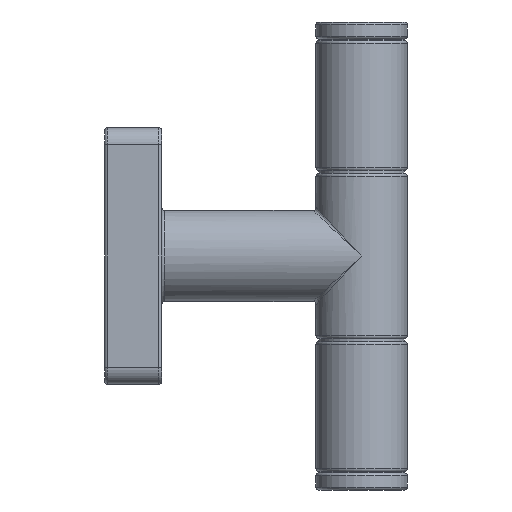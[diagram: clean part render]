
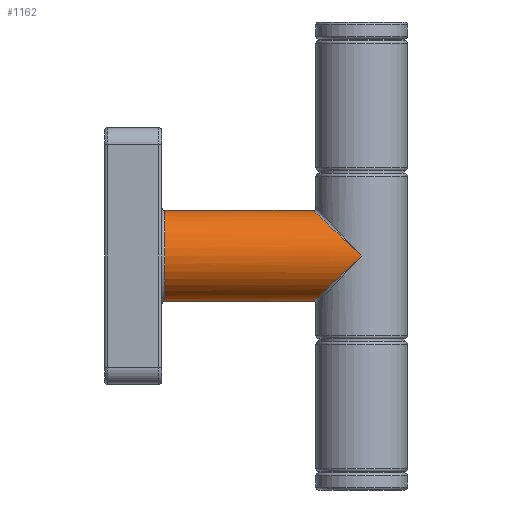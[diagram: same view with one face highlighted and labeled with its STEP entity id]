
A CAD part, left-side view. The second image highlights one B-rep face of the part: STEP entity #1162.
In plain terms, the highlighted cylindrical face has radius 8 mm (diameter 16 mm), a full revolution.
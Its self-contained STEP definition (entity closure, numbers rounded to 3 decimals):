
#49=ELLIPSE('',#1305,11.673,8.);
#50=ELLIPSE('',#1306,11.673,8.);
#73=CYLINDRICAL_SURFACE('',#1303,8.);
#326=ORIENTED_EDGE('',*,*,#638,.T.);
#327=ORIENTED_EDGE('',*,*,#639,.T.);
#328=ORIENTED_EDGE('',*,*,#640,.T.);
#638=EDGE_CURVE('',#788,#788,#852,.T.);
#639=EDGE_CURVE('',#789,#790,#49,.F.);
#640=EDGE_CURVE('',#790,#789,#50,.T.);
#788=VERTEX_POINT('',#2058);
#789=VERTEX_POINT('',#2060);
#790=VERTEX_POINT('',#2061);
#852=CIRCLE('',#1304,8.);
#935=EDGE_LOOP('',(#326));
#936=EDGE_LOOP('',(#327,#328));
#1045=FACE_BOUND('',#935,.T.);
#1046=FACE_BOUND('',#936,.T.);
#1162=ADVANCED_FACE('',(#1045,#1046),#73,.T.);
#1303=AXIS2_PLACEMENT_3D('',#2056,#1594,#1595);
#1304=AXIS2_PLACEMENT_3D('',#2057,#1596,#1597);
#1305=AXIS2_PLACEMENT_3D('',#2059,#1598,#1599);
#1306=AXIS2_PLACEMENT_3D('',#2062,#1600,#1601);
#1594=DIRECTION('',(0.,1.,0.));
#1595=DIRECTION('',(0.,0.,1.));
#1596=DIRECTION('',(0.,-1.,0.));
#1597=DIRECTION('',(0.,0.,-1.));
#1598=DIRECTION('',(0.,-0.685,0.728));
#1599=DIRECTION('',(0.,-0.728,-0.685));
#1600=DIRECTION('',(0.,0.685,0.728));
#1601=DIRECTION('',(0.,0.728,-0.685));
#2056=CARTESIAN_POINT('',(0.,-45.,0.));
#2057=CARTESIAN_POINT('',(0.,-10.5,0.));
#2058=CARTESIAN_POINT('',(0.,-10.5,-8.));
#2059=CARTESIAN_POINT('',(0.,-45.,0.));
#2060=CARTESIAN_POINT('',(-8.,-45.,0.));
#2061=CARTESIAN_POINT('',(8.,-45.,0.));
#2062=CARTESIAN_POINT('',(0.,-45.,0.));
